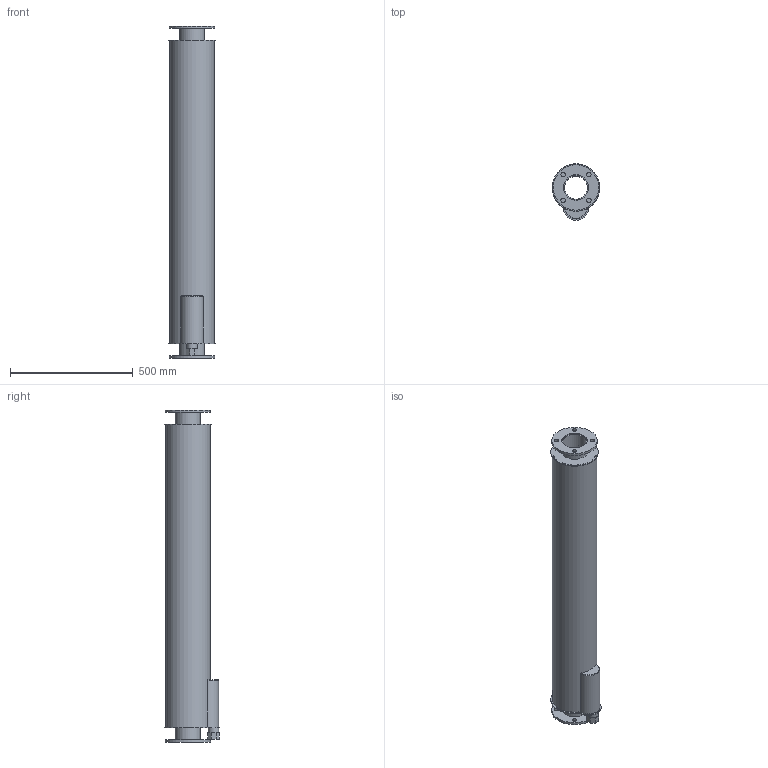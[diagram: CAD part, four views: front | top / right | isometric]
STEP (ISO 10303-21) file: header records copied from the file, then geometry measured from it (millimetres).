
FILE_DESCRIPTION(/* description */ (''),/* implementation_level */ '2;1');
FILE_NAME(/* name */ 'Vhd 03-5.stp',/* time_stamp */ '2015-01-21T14:57:33+01:00',/* author */ ('Tekenkamer'),/* organization */ (''),/* preprocessor_version */ 'ST-DEVELOPER v15.6',/* originating_system */ 'Autodesk Inventor 2015',/* authorisation */ '');
FILE_SCHEMA (('AUTOMOTIVE_DESIGN { 1 0 10303 214 3 1 1 }'));
Length unit declared in the file: millimetre
Products named in the file (1): MAAT3D
Bounding box: 193 x 227.5 x 1350 mm (x, y, z)
Volume: 2131886.1 mm3; surface area: 1734357.1 mm2
Topology: 11 solids, 11 shells, 62 faces, 120 edges, 80 vertices
Faces by surface type: plane 32, cylinder 30
Full cylindrical faces by diameter (mm): 18 x8, 36.2 x2, 42.4 x1, 94.6 x2, 101.6 x2, 103 x2, 103.6 x2, 177 x1, 181 x1, 185 x2, 193 x1
Entity records: 1573 total; most frequent: DIRECTION 282, CARTESIAN_POINT 239, ORIENTED_EDGE 192, AXIS2_PLACEMENT_3D 123, EDGE_LOOP 120, EDGE_CURVE 96, VERTEX_POINT 80, FACE_OUTER_BOUND 62
